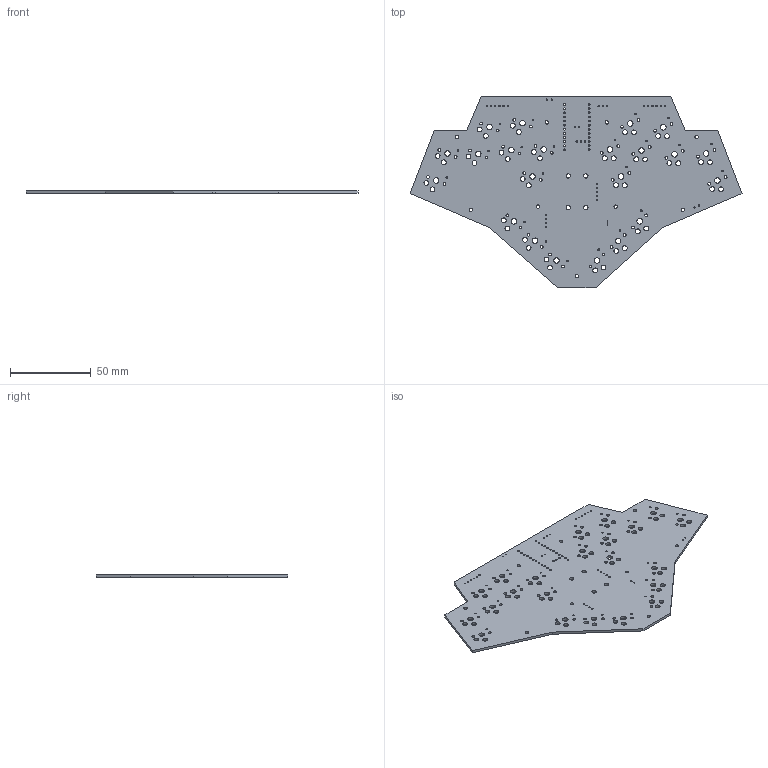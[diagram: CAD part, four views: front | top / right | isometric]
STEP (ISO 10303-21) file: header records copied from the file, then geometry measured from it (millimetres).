
FILE_DESCRIPTION(('KiCad electronic assembly'),'2;1');
FILE_NAME('HS22K.kicad-fin_pcb.step','2022-03-14T17:05:44',('Pcbnew'),( 'Kicad'),'Open CASCADE STEP processor 7.6','KiCad to STEP converter' ,'Unknown');
FILE_SCHEMA(('AUTOMOTIVE_DESIGN { 1 0 10303 214 1 1 1 1 }'));
Length unit declared in the file: millimetre
Products named in the file (2): HS22K.kicad-fin_pcb 1; HS22K.kicad-fin_pcb PCB
Assembly tree (1 placements, depth 2):
  HS22K.kicad-fin_pcb 1
    HS22K.kicad-fin_pcb PCB
Bounding box: 205 x 118 x 1.6 mm (x, y, z)
Volume: 24042.4 mm3; surface area: 32846.8 mm2
Topology: 1 solids, 1 shells, 221 faces, 657 edges, 438 vertices
Faces by surface type: cylinder 206, plane 15
Full cylindrical faces by diameter (mm): 0.3 x4, 0.762 x26, 0.85 x4, 0.991 x22, 1.092 x27, 1.702 x44, 2.1 x9, 2.7 x4, 3 x44, 3.429 x22
Entity records: 18311 total; most frequent: CARTESIAN_POINT 5104, DIRECTION 2417, ORIENTED_EDGE 1314, PCURVE 1314, DEFINITIONAL_REPRESENTATION 1314, LINE 1147, VECTOR 1147, EDGE_CURVE 657
